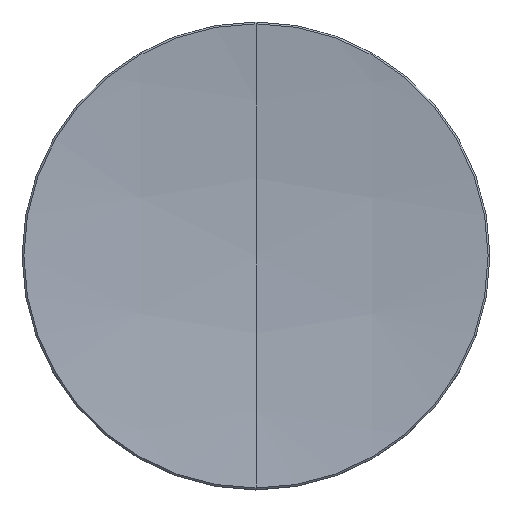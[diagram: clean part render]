
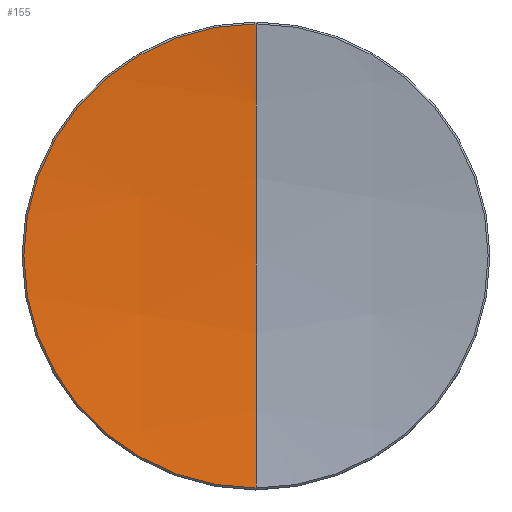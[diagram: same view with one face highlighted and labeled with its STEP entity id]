
A CAD part, top view. The second image highlights one B-rep face of the part: STEP entity #155.
In plain terms, the highlighted spherical face has radius 200 mm.
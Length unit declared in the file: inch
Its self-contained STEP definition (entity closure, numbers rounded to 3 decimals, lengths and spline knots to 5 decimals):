
#122 = VERTEX_POINT ( 'NONE', #18189 ) ;
#128 = ORIENTED_EDGE ( 'NONE', *, *, #140, .T. ) ;
#132 = EDGE_CURVE ( 'NONE', #20015, #122, #18183, .T. ) ;
#134 = ORIENTED_EDGE ( 'NONE', *, *, #19998, .T. ) ;
#137 = ORIENTED_EDGE ( 'NONE', *, *, #19957, .T. ) ;
#138 = VERTEX_POINT ( 'NONE', #18202 ) ;
#140 = EDGE_CURVE ( 'NONE', #138, #122, #18199, .T. ) ;
#155 = ADVANCED_FACE ( 'NONE', ( #15273 ), #18254, .F. ) ;
#14654 = CIRCLE ( 'NONE', #14702, 0.99219 ) ;
#14699 = DIRECTION ( 'NONE',  ( 1., 0., 0. ) ) ;
#14700 = DIRECTION ( 'NONE',  ( 0., 0., 1. ) ) ;
#14701 = CARTESIAN_POINT ( 'NONE',  ( 0., 0., 0.23993 ) ) ;
#14702 = AXIS2_PLACEMENT_3D ( 'NONE', #14701, #14700, #14699 ) ;
#14750 = CARTESIAN_POINT ( 'NONE',  ( -0.99219, 0., 0.23993 ) ) ;
#14813 = CIRCLE ( 'NONE', #14926, 0.99219 ) ;
#14874 = CARTESIAN_POINT ( 'NONE',  ( 0., 0., 0.23993 ) ) ;
#14923 = DIRECTION ( 'NONE',  ( 1., 0., 0. ) ) ;
#14924 = DIRECTION ( 'NONE',  ( 0., 0., 1. ) ) ;
#14926 = AXIS2_PLACEMENT_3D ( 'NONE', #14874, #14924, #14923 ) ;
#14933 = CARTESIAN_POINT ( 'NONE',  ( 0., 0.99219, 0.23993 ) ) ;
#15273 = FACE_OUTER_BOUND ( 'NONE', #19988, .T. ) ;
#18183 = CIRCLE ( 'NONE', #18227, 7.87402 ) ;
#18189 = CARTESIAN_POINT ( 'NONE',  ( 0., 0., 0.17717 ) ) ;
#18195 = DIRECTION ( 'NONE',  ( 0., 1., 0. ) ) ;
#18196 = DIRECTION ( 'NONE',  ( 1., 0., 0. ) ) ;
#18197 = CARTESIAN_POINT ( 'NONE',  ( 0., 0., 8.05118 ) ) ;
#18198 = AXIS2_PLACEMENT_3D ( 'NONE', #18197, #18196, #18195 ) ;
#18199 = CIRCLE ( 'NONE', #18198, 7.87402 ) ;
#18202 = CARTESIAN_POINT ( 'NONE',  ( 0., -0.99219, 0.23993 ) ) ;
#18224 = DIRECTION ( 'NONE',  ( 0., 0., 1. ) ) ;
#18225 = DIRECTION ( 'NONE',  ( -1., 0., 0. ) ) ;
#18226 = CARTESIAN_POINT ( 'NONE',  ( 0., 0., 8.05118 ) ) ;
#18227 = AXIS2_PLACEMENT_3D ( 'NONE', #18226, #18225, #18224 ) ;
#18247 = DIRECTION ( 'NONE',  ( 0., 1., 0. ) ) ;
#18248 = DIRECTION ( 'NONE',  ( 1., 0., 0. ) ) ;
#18249 = CARTESIAN_POINT ( 'NONE',  ( 0., 0., 8.05118 ) ) ;
#18254 = SPHERICAL_SURFACE ( 'NONE', #18255, 7.87402 ) ;
#18255 = AXIS2_PLACEMENT_3D ( 'NONE', #18249, #18248, #18247 ) ;
#19957 = EDGE_CURVE ( 'NONE', #20015, #19964, #14654, .T. ) ;
#19959 = ORIENTED_EDGE ( 'NONE', *, *, #132, .F. ) ;
#19964 = VERTEX_POINT ( 'NONE', #14750 ) ;
#19988 = EDGE_LOOP ( 'NONE', ( #137, #134, #128, #19959 ) ) ;
#19998 = EDGE_CURVE ( 'NONE', #19964, #138, #14813, .T. ) ;
#20015 = VERTEX_POINT ( 'NONE', #14933 ) ;
